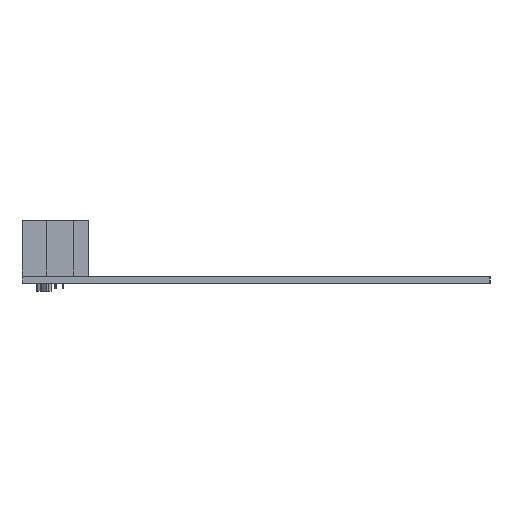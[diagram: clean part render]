
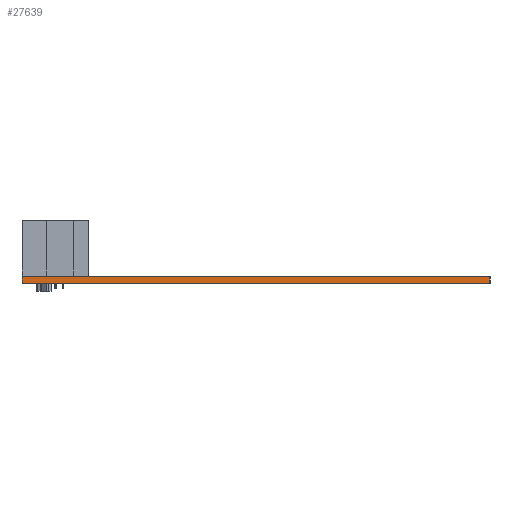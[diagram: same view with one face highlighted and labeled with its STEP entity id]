
A CAD part, left-side view. The second image highlights one B-rep face of the part: STEP entity #27639.
In plain terms, the highlighted planar face has unit normal (-1, 0, 0).
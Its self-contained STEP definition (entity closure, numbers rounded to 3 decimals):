
#27639 = ADVANCED_FACE('',(#27640),#27654,.T.);
#27640 = FACE_BOUND('',#27641,.T.);
#27641 = EDGE_LOOP('',(#27642,#27677,#27705,#27733));
#27642 = ORIENTED_EDGE('',*,*,#27643,.T.);
#27643 = EDGE_CURVE('',#27644,#27646,#27648,.T.);
#27644 = VERTEX_POINT('',#27645);
#27645 = CARTESIAN_POINT('',(77.847,-146.974,0.));
#27646 = VERTEX_POINT('',#27647);
#27647 = CARTESIAN_POINT('',(77.847,-146.974,1.6));
#27648 = SURFACE_CURVE('',#27649,(#27653,#27665),.PCURVE_S1.);
#27649 = LINE('',#27650,#27651);
#27650 = CARTESIAN_POINT('',(77.847,-146.974,0.));
#27651 = VECTOR('',#27652,1.);
#27652 = DIRECTION('',(0.,0.,1.));
#27653 = PCURVE('',#27654,#27659);
#27654 = PLANE('',#27655);
#27655 = AXIS2_PLACEMENT_3D('',#27656,#27657,#27658);
#27656 = CARTESIAN_POINT('',(77.847,-146.974,0.));
#27657 = DIRECTION('',(-1.,0.,0.));
#27658 = DIRECTION('',(0.,1.,0.));
#27659 = DEFINITIONAL_REPRESENTATION('',(#27660),#27664);
#27660 = LINE('',#27661,#27662);
#27661 = CARTESIAN_POINT('',(0.,0.));
#27662 = VECTOR('',#27663,1.);
#27663 = DIRECTION('',(0.,-1.));
#27664 = ( GEOMETRIC_REPRESENTATION_CONTEXT(2) 
PARAMETRIC_REPRESENTATION_CONTEXT() REPRESENTATION_CONTEXT('2D SPACE',''
  ) );
#27665 = PCURVE('',#27666,#27671);
#27666 = PLANE('',#27667);
#27667 = AXIS2_PLACEMENT_3D('',#27668,#27669,#27670);
#27668 = CARTESIAN_POINT('',(213.36,-146.974,0.));
#27669 = DIRECTION('',(0.,-1.,0.));
#27670 = DIRECTION('',(-1.,0.,0.));
#27671 = DEFINITIONAL_REPRESENTATION('',(#27672),#27676);
#27672 = LINE('',#27673,#27674);
#27673 = CARTESIAN_POINT('',(135.513,0.));
#27674 = VECTOR('',#27675,1.);
#27675 = DIRECTION('',(0.,-1.));
#27676 = ( GEOMETRIC_REPRESENTATION_CONTEXT(2) 
PARAMETRIC_REPRESENTATION_CONTEXT() REPRESENTATION_CONTEXT('2D SPACE',''
  ) );
#27677 = ORIENTED_EDGE('',*,*,#27678,.T.);
#27678 = EDGE_CURVE('',#27646,#27679,#27681,.T.);
#27679 = VERTEX_POINT('',#27680);
#27680 = CARTESIAN_POINT('',(77.847,-38.787,1.6));
#27681 = SURFACE_CURVE('',#27682,(#27686,#27693),.PCURVE_S1.);
#27682 = LINE('',#27683,#27684);
#27683 = CARTESIAN_POINT('',(77.847,-146.974,1.6));
#27684 = VECTOR('',#27685,1.);
#27685 = DIRECTION('',(0.,1.,0.));
#27686 = PCURVE('',#27654,#27687);
#27687 = DEFINITIONAL_REPRESENTATION('',(#27688),#27692);
#27688 = LINE('',#27689,#27690);
#27689 = CARTESIAN_POINT('',(0.,-1.6));
#27690 = VECTOR('',#27691,1.);
#27691 = DIRECTION('',(1.,0.));
#27692 = ( GEOMETRIC_REPRESENTATION_CONTEXT(2) 
PARAMETRIC_REPRESENTATION_CONTEXT() REPRESENTATION_CONTEXT('2D SPACE',''
  ) );
#27693 = PCURVE('',#27694,#27699);
#27694 = PLANE('',#27695);
#27695 = AXIS2_PLACEMENT_3D('',#27696,#27697,#27698);
#27696 = CARTESIAN_POINT('',(145.603,-92.881,1.6));
#27697 = DIRECTION('',(-0.,-0.,-1.));
#27698 = DIRECTION('',(-1.,0.,0.));
#27699 = DEFINITIONAL_REPRESENTATION('',(#27700),#27704);
#27700 = LINE('',#27701,#27702);
#27701 = CARTESIAN_POINT('',(67.757,-54.093));
#27702 = VECTOR('',#27703,1.);
#27703 = DIRECTION('',(0.,1.));
#27704 = ( GEOMETRIC_REPRESENTATION_CONTEXT(2) 
PARAMETRIC_REPRESENTATION_CONTEXT() REPRESENTATION_CONTEXT('2D SPACE',''
  ) );
#27705 = ORIENTED_EDGE('',*,*,#27706,.F.);
#27706 = EDGE_CURVE('',#27707,#27679,#27709,.T.);
#27707 = VERTEX_POINT('',#27708);
#27708 = CARTESIAN_POINT('',(77.847,-38.787,0.));
#27709 = SURFACE_CURVE('',#27710,(#27714,#27721),.PCURVE_S1.);
#27710 = LINE('',#27711,#27712);
#27711 = CARTESIAN_POINT('',(77.847,-38.787,0.));
#27712 = VECTOR('',#27713,1.);
#27713 = DIRECTION('',(0.,0.,1.));
#27714 = PCURVE('',#27654,#27715);
#27715 = DEFINITIONAL_REPRESENTATION('',(#27716),#27720);
#27716 = LINE('',#27717,#27718);
#27717 = CARTESIAN_POINT('',(108.187,0.));
#27718 = VECTOR('',#27719,1.);
#27719 = DIRECTION('',(0.,-1.));
#27720 = ( GEOMETRIC_REPRESENTATION_CONTEXT(2) 
PARAMETRIC_REPRESENTATION_CONTEXT() REPRESENTATION_CONTEXT('2D SPACE',''
  ) );
#27721 = PCURVE('',#27722,#27727);
#27722 = PLANE('',#27723);
#27723 = AXIS2_PLACEMENT_3D('',#27724,#27725,#27726);
#27724 = CARTESIAN_POINT('',(77.847,-38.787,0.));
#27725 = DIRECTION('',(0.,1.,0.));
#27726 = DIRECTION('',(1.,0.,0.));
#27727 = DEFINITIONAL_REPRESENTATION('',(#27728),#27732);
#27728 = LINE('',#27729,#27730);
#27729 = CARTESIAN_POINT('',(0.,0.));
#27730 = VECTOR('',#27731,1.);
#27731 = DIRECTION('',(0.,-1.));
#27732 = ( GEOMETRIC_REPRESENTATION_CONTEXT(2) 
PARAMETRIC_REPRESENTATION_CONTEXT() REPRESENTATION_CONTEXT('2D SPACE',''
  ) );
#27733 = ORIENTED_EDGE('',*,*,#27734,.F.);
#27734 = EDGE_CURVE('',#27644,#27707,#27735,.T.);
#27735 = SURFACE_CURVE('',#27736,(#27740,#27747),.PCURVE_S1.);
#27736 = LINE('',#27737,#27738);
#27737 = CARTESIAN_POINT('',(77.847,-146.974,0.));
#27738 = VECTOR('',#27739,1.);
#27739 = DIRECTION('',(0.,1.,0.));
#27740 = PCURVE('',#27654,#27741);
#27741 = DEFINITIONAL_REPRESENTATION('',(#27742),#27746);
#27742 = LINE('',#27743,#27744);
#27743 = CARTESIAN_POINT('',(0.,0.));
#27744 = VECTOR('',#27745,1.);
#27745 = DIRECTION('',(1.,0.));
#27746 = ( GEOMETRIC_REPRESENTATION_CONTEXT(2) 
PARAMETRIC_REPRESENTATION_CONTEXT() REPRESENTATION_CONTEXT('2D SPACE',''
  ) );
#27747 = PCURVE('',#27748,#27753);
#27748 = PLANE('',#27749);
#27749 = AXIS2_PLACEMENT_3D('',#27750,#27751,#27752);
#27750 = CARTESIAN_POINT('',(145.603,-92.881,0.));
#27751 = DIRECTION('',(-0.,-0.,-1.));
#27752 = DIRECTION('',(-1.,0.,0.));
#27753 = DEFINITIONAL_REPRESENTATION('',(#27754),#27758);
#27754 = LINE('',#27755,#27756);
#27755 = CARTESIAN_POINT('',(67.757,-54.093));
#27756 = VECTOR('',#27757,1.);
#27757 = DIRECTION('',(0.,1.));
#27758 = ( GEOMETRIC_REPRESENTATION_CONTEXT(2) 
PARAMETRIC_REPRESENTATION_CONTEXT() REPRESENTATION_CONTEXT('2D SPACE',''
  ) );
